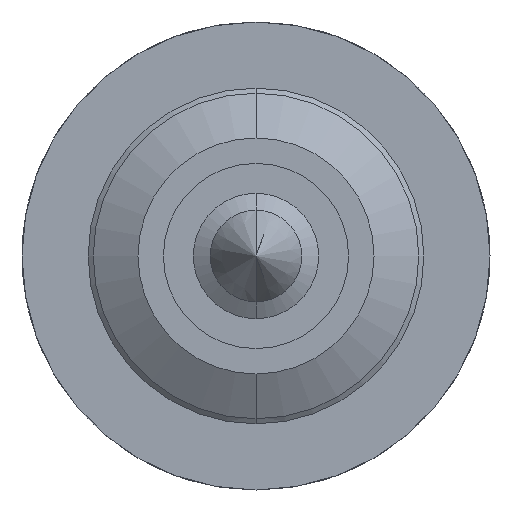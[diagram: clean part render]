
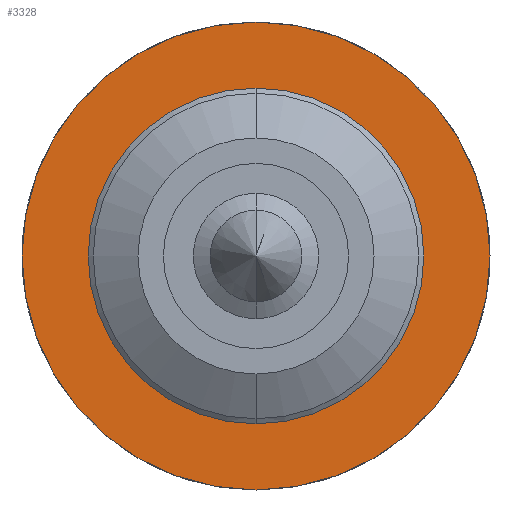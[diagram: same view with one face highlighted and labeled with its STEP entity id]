
A CAD part, front view. The second image highlights one B-rep face of the part: STEP entity #3328.
In plain terms, the highlighted planar face has unit normal (0, -1, 0).
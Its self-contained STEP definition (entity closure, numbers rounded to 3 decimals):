
#137 = AXIS2_PLACEMENT_3D ( 'NONE', #4515, #952, #4460 ) ;
#412 = EDGE_CURVE ( 'Defeature ausgef�hrt2_6+Defeature ausgef�hrt2_4+Defeature ausgef�hrt2_4+Defeature ausgef�hrt2_4', #3313, #5055, #2603, .T. ) ;
#427 = CIRCLE ( 'NONE', #4946, 1.15 ) ;
#483 = EDGE_CURVE ( 'Defeature ausgef�hrt2_5+Defeature ausgef�hrt2_6+Defeature ausgef�hrt2_6+Defeature ausgef�hrt2_6', #3882, #1103, #3700, .T. ) ;
#568 = DIRECTION ( 'NONE',  ( 0., 1., 0. ) ) ;
#602 = CARTESIAN_POINT ( 'NONE',  ( 0., -2., 0. ) ) ;
#864 = ORIENTED_EDGE ( 'NONE', *, *, #412, .T. ) ;
#939 = CARTESIAN_POINT ( 'NONE',  ( 0., -2., 0. ) ) ;
#952 = DIRECTION ( 'NONE',  ( 0., 1., 0. ) ) ;
#1103 = VERTEX_POINT ( 'NONE', #1379 ) ;
#1196 = DIRECTION ( 'NONE',  ( 0., 1., 0. ) ) ;
#1308 = DIRECTION ( 'NONE',  ( 0., 1., 0. ) ) ;
#1379 = CARTESIAN_POINT ( 'NONE',  ( 0., -2., 1.15 ) ) ;
#1391 = ORIENTED_EDGE ( 'NONE', *, *, #3329, .F. ) ;
#1594 = DIRECTION ( 'NONE',  ( 0., 1., 0. ) ) ;
#1698 = AXIS2_PLACEMENT_3D ( 'NONE', #3210, #1594, #3155 ) ;
#1833 = AXIS2_PLACEMENT_3D ( 'NONE', #4774, #1196, #2791 ) ;
#2501 = EDGE_LOOP ( 'NONE', ( #864, #3038 ) ) ;
#2506 = FACE_OUTER_BOUND ( 'NONE', #3022, .T. ) ;
#2603 = CIRCLE ( 'NONE', #1698, 0.825 ) ;
#2705 = EDGE_CURVE ( 'Defeature ausgef�hrt2_6+Defeature ausgef�hrt2_4+Defeature ausgef�hrt2_4+Defeature ausgef�hrt2_4', #5055, #3313, #4092, .T. ) ;
#2791 = DIRECTION ( 'NONE',  ( 0., 0., 1. ) ) ;
#2916 = ORIENTED_EDGE ( 'NONE', *, *, #483, .F. ) ;
#3022 = EDGE_LOOP ( 'NONE', ( #1391, #2916 ) ) ;
#3038 = ORIENTED_EDGE ( 'NONE', *, *, #2705, .T. ) ;
#3155 = DIRECTION ( 'NONE',  ( 0., 0., 1. ) ) ;
#3210 = CARTESIAN_POINT ( 'NONE',  ( 0., -2., 0. ) ) ;
#3284 = CARTESIAN_POINT ( 'NONE',  ( 0., -2., -0.825 ) ) ;
#3313 = VERTEX_POINT ( 'NONE', #4129 ) ;
#3328 = ADVANCED_FACE ( 'Defeature ausgef�hrt2_6', ( #2506, #4581 ), #4097, .F. ) ;
#3329 = EDGE_CURVE ( 'Defeature ausgef�hrt2_5+Defeature ausgef�hrt2_6+Defeature ausgef�hrt2_6+Defeature ausgef�hrt2_6', #1103, #3882, #427, .T. ) ;
#3657 = DIRECTION ( 'NONE',  ( 0., 0., 1. ) ) ;
#3700 = CIRCLE ( 'NONE', #1833, 1.15 ) ;
#3882 = VERTEX_POINT ( 'NONE', #4526 ) ;
#4092 = CIRCLE ( 'NONE', #4808, 0.825 ) ;
#4097 = PLANE ( 'NONE',  #137 ) ;
#4129 = CARTESIAN_POINT ( 'NONE',  ( 0., -2., 0.825 ) ) ;
#4460 = DIRECTION ( 'NONE',  ( 0., 0., 1. ) ) ;
#4515 = CARTESIAN_POINT ( 'NONE',  ( 1.15, -2., 0. ) ) ;
#4526 = CARTESIAN_POINT ( 'NONE',  ( 0., -2., -1.15 ) ) ;
#4531 = DIRECTION ( 'NONE',  ( 0., 0., 1. ) ) ;
#4581 = FACE_BOUND ( 'NONE', #2501, .T. ) ;
#4774 = CARTESIAN_POINT ( 'NONE',  ( 0., -2., 0. ) ) ;
#4808 = AXIS2_PLACEMENT_3D ( 'NONE', #939, #1308, #3657 ) ;
#4946 = AXIS2_PLACEMENT_3D ( 'NONE', #602, #568, #4531 ) ;
#5055 = VERTEX_POINT ( 'NONE', #3284 ) ;
